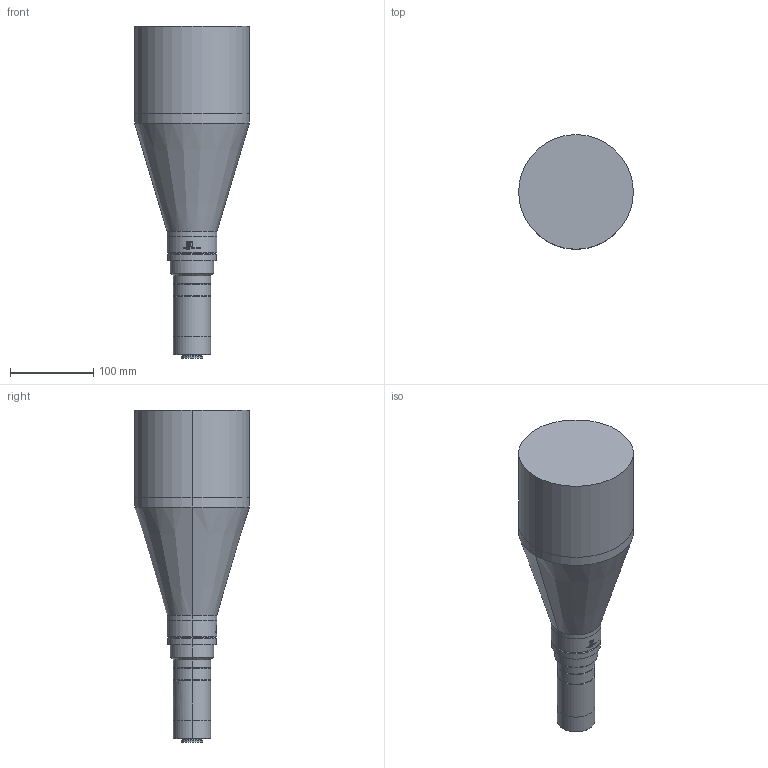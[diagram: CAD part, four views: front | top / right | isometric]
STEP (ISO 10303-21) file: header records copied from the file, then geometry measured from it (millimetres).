
FILE_DESCRIPTION (( 'STEP AP203' ), '1' );
FILE_NAME ('S5LPJ1762_01.STEP', '2019-11-21T09:18:42', ( '' ), ( '' ), 'SwSTEP 2.0', 'SolidWorks 2017', '' );
FILE_SCHEMA (( 'CONFIG_CONTROL_DESIGN' ));
Length unit declared in the file: millimetre
Products named in the file (1): S5LPJ1762_01
Bounding box: 138 x 138 x 399.28 mm (x, y, z)
Volume: 3088106.7 mm3; surface area: 134492.1 mm2
Topology: 1 solids, 1 shells, 142 faces, 333 edges, 206 vertices
Faces by surface type: plane 80, cylinder 34, cone 18, torus 10
Entity records: 4140 total; most frequent: DIRECTION 754, CARTESIAN_POINT 706, ORIENTED_EDGE 666, EDGE_CURVE 333, AXIS2_PLACEMENT_3D 286, VERTEX_POINT 206, VECTOR 182, LINE 182
